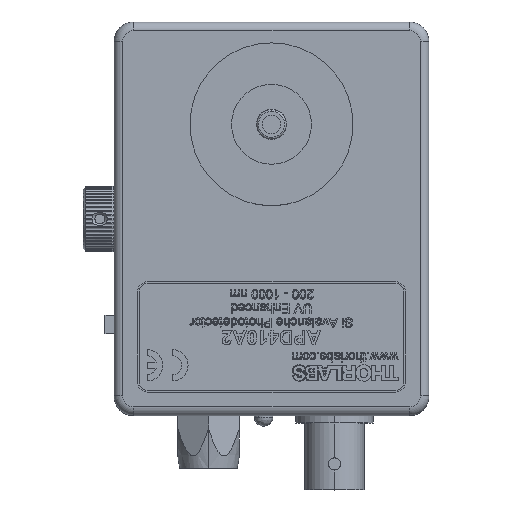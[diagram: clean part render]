
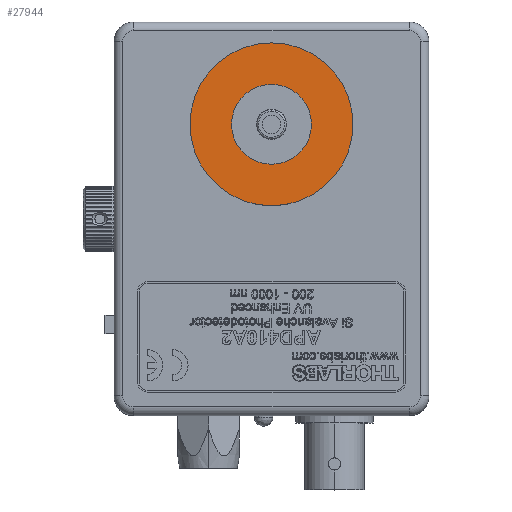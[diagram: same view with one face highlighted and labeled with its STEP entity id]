
A CAD part, top view. The second image highlights one B-rep face of the part: STEP entity #27944.
In plain terms, the highlighted planar face has unit normal (0, 0, 1).
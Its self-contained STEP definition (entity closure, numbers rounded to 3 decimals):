
#4666 = FACE_BOUND ( 'NONE', #57903, .T. ) ;
#7095 = EDGE_LOOP ( 'NONE', ( #15547, #106667 ) ) ;
#8518 = CARTESIAN_POINT ( 'NONE',  ( 12.256, 46.99, 27.432 ) ) ;
#12554 = CARTESIAN_POINT ( 'NONE',  ( 25.4, 46.99, 27.432 ) ) ;
#14647 = VERTEX_POINT ( 'NONE', #70358 ) ;
#15189 = AXIS2_PLACEMENT_3D ( 'NONE', #24080, #83610, #32650 ) ;
#15547 = ORIENTED_EDGE ( 'NONE', *, *, #82871, .T. ) ;
#15679 = EDGE_CURVE ( 'NONE', #25550, #14647, #38111, .T. ) ;
#15815 = DIRECTION ( 'NONE',  ( 0., 0., 1. ) ) ;
#15939 = CIRCLE ( 'NONE', #36041, 6.439 ) ;
#21822 = PLANE ( 'NONE',  #30005 ) ;
#24080 = CARTESIAN_POINT ( 'NONE',  ( 25.4, 46.99, 27.432 ) ) ;
#25550 = VERTEX_POINT ( 'NONE', #82856 ) ;
#27944 = ADVANCED_FACE ( 'NONE', ( #4666, #69892 ), #21822, .T. ) ;
#30005 = AXIS2_PLACEMENT_3D ( 'NONE', #12554, #89903, #38975 ) ;
#32650 = DIRECTION ( 'NONE',  ( 1., 0., 0. ) ) ;
#34272 = CARTESIAN_POINT ( 'NONE',  ( 25.4, 46.99, 27.432 ) ) ;
#36041 = AXIS2_PLACEMENT_3D ( 'NONE', #66789, #15815, #75348 ) ;
#38111 = CIRCLE ( 'NONE', #101524, 6.439 ) ;
#38617 = CARTESIAN_POINT ( 'NONE',  ( 25.4, 46.99, 27.432 ) ) ;
#38674 = CIRCLE ( 'NONE', #107428, 13.144 ) ;
#38975 = DIRECTION ( 'NONE',  ( 1., 0., 0. ) ) ;
#42841 = DIRECTION ( 'NONE',  ( 1., 0., 0. ) ) ;
#46221 = EDGE_CURVE ( 'NONE', #67613, #65500, #89102, .T. ) ;
#47167 = DIRECTION ( 'NONE',  ( 1., 0., 0. ) ) ;
#57482 = ORIENTED_EDGE ( 'NONE', *, *, #15679, .F. ) ;
#57903 = EDGE_LOOP ( 'NONE', ( #58141, #57482 ) ) ;
#58141 = ORIENTED_EDGE ( 'NONE', *, *, #95575, .F. ) ;
#65500 = VERTEX_POINT ( 'NONE', #8518 ) ;
#66789 = CARTESIAN_POINT ( 'NONE',  ( 25.4, 46.99, 27.432 ) ) ;
#67613 = VERTEX_POINT ( 'NONE', #89620 ) ;
#69892 = FACE_OUTER_BOUND ( 'NONE', #7095, .T. ) ;
#70358 = CARTESIAN_POINT ( 'NONE',  ( 31.839, 46.99, 27.432 ) ) ;
#75348 = DIRECTION ( 'NONE',  ( 1., 0., 0. ) ) ;
#82856 = CARTESIAN_POINT ( 'NONE',  ( 18.961, 46.99, 27.432 ) ) ;
#82871 = EDGE_CURVE ( 'NONE', #65500, #67613, #38674, .T. ) ;
#83610 = DIRECTION ( 'NONE',  ( 0., 0., 1. ) ) ;
#89102 = CIRCLE ( 'NONE', #15189, 13.144 ) ;
#89620 = CARTESIAN_POINT ( 'NONE',  ( 38.544, 46.99, 27.432 ) ) ;
#89903 = DIRECTION ( 'NONE',  ( 0., 0., 1. ) ) ;
#93792 = DIRECTION ( 'NONE',  ( 0., 0., 1. ) ) ;
#95575 = EDGE_CURVE ( 'NONE', #14647, #25550, #15939, .T. ) ;
#98143 = DIRECTION ( 'NONE',  ( 0., 0., 1. ) ) ;
#101524 = AXIS2_PLACEMENT_3D ( 'NONE', #34272, #93792, #42841 ) ;
#106667 = ORIENTED_EDGE ( 'NONE', *, *, #46221, .T. ) ;
#107428 = AXIS2_PLACEMENT_3D ( 'NONE', #38617, #98143, #47167 ) ;
